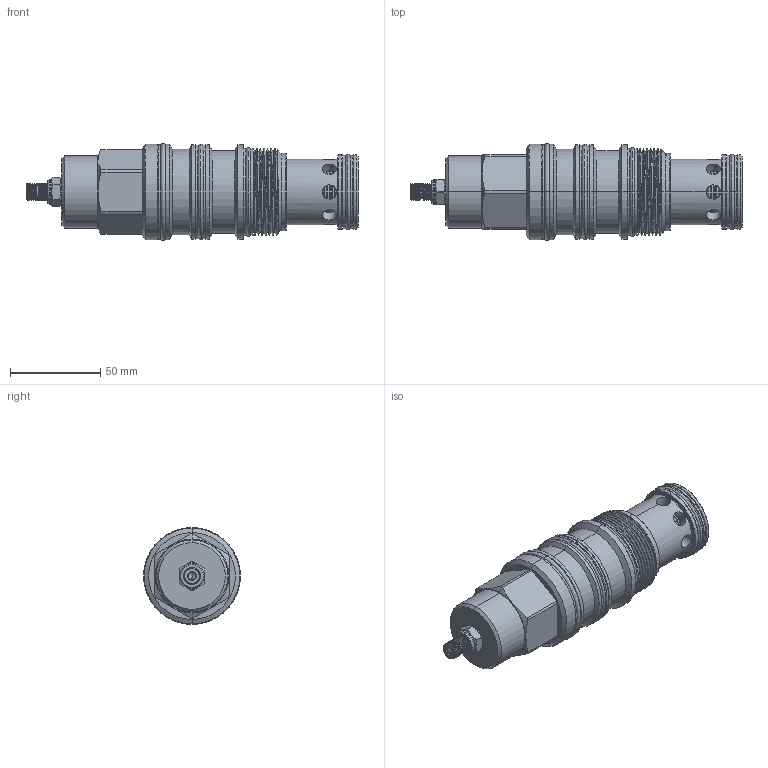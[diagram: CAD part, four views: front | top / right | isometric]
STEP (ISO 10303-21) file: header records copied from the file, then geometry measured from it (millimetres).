
FILE_DESCRIPTION (( 'STEP AP203' ), '1' );
FILE_NAME ('RV24A40-L.STEP', '2020-03-25T00:52:10', ( '' ), ( '' ), 'SwSTEP 2.0', 'SolidWorks 2018', '' );
FILE_SCHEMA (( 'CONFIG_CONTROL_DESIGN' ));
Products named in the file (1): RV24A40-L
Bounding box: 184.41 x 53.84 x 53.84 mm (x, y, z)
Volume: 248602.7 mm3; surface area: 44875.3 mm2
Topology: 8 solids, 8 shells, 863 faces, 2409 edges, 1487 vertices
Faces by surface type: cylinder 662, plane 76, cone 61, torus 51, bspline 9, sphere 4
Entity records: 60489 total; most frequent: CARTESIAN_POINT 39364, ORIENTED_EDGE 4814, DIRECTION 3582, EDGE_CURVE 2407, VERTEX_POINT 1487, AXIS2_PLACEMENT_3D 1451, EDGE_LOOP 1280, B_SPLINE_CURVE_WITH_KNOTS 1056
